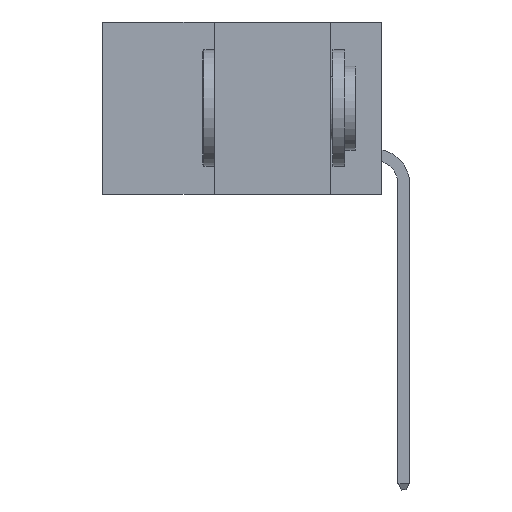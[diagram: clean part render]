
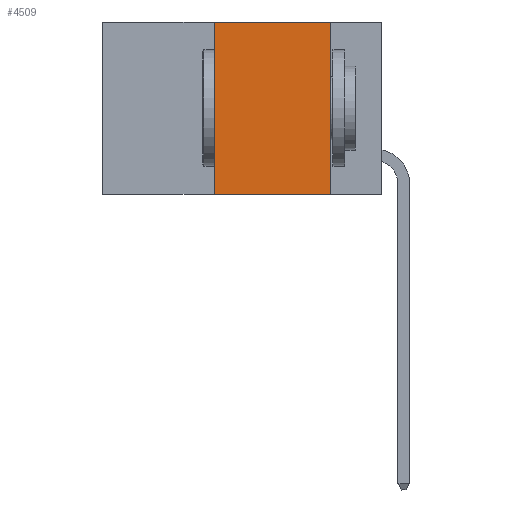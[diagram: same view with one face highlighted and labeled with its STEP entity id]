
A CAD part, left-side view. The second image highlights one B-rep face of the part: STEP entity #4509.
In plain terms, the highlighted planar face has unit normal (-1, 0, 0).
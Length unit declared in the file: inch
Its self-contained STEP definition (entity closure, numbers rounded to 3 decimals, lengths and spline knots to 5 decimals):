
#522 = CARTESIAN_POINT ( 'NONE',  ( 0., 0.36, 0. ) ) ;
#820 = ORIENTED_EDGE ( 'NONE', *, *, #2080, .F. ) ;
#827 = LINE ( 'NONE', #962, #4675 ) ;
#962 = CARTESIAN_POINT ( 'NONE',  ( 0., 0.36, 0. ) ) ;
#1037 = DIRECTION ( 'NONE',  ( 0., 0., 1. ) ) ;
#1089 = ORIENTED_EDGE ( 'NONE', *, *, #4970, .F. ) ;
#1202 = DIRECTION ( 'NONE',  ( 0., 0., -1. ) ) ;
#1250 = EDGE_LOOP ( 'NONE', ( #820, #2920, #1089, #5128 ) ) ;
#1912 = VECTOR ( 'NONE', #4741, 39.37008 ) ;
#2080 = EDGE_CURVE ( 'NONE', #7536, #9086, #9372, .T. ) ;
#2651 = CARTESIAN_POINT ( 'NONE',  ( 0., 0.11, 0. ) ) ;
#2920 = ORIENTED_EDGE ( 'NONE', *, *, #8181, .F. ) ;
#3398 = AXIS2_PLACEMENT_3D ( 'NONE', #6174, #7207, #7165 ) ;
#3446 = LINE ( 'NONE', #8983, #1912 ) ;
#3873 = CARTESIAN_POINT ( 'NONE',  ( 0., 0.6, -0.37 ) ) ;
#3994 = FACE_OUTER_BOUND ( 'NONE', #1250, .T. ) ;
#4312 = LINE ( 'NONE', #3873, #8141 ) ;
#4509 = ADVANCED_FACE ( 'NONE', ( #3994 ), #7289, .F. ) ;
#4675 = VECTOR ( 'NONE', #1037, 39.37008 ) ;
#4741 = DIRECTION ( 'NONE',  ( 0., -1., 0. ) ) ;
#4970 = EDGE_CURVE ( 'NONE', #5457, #8576, #827, .T. ) ;
#5107 = CARTESIAN_POINT ( 'NONE',  ( 0., 0.36, -0.37 ) ) ;
#5128 = ORIENTED_EDGE ( 'NONE', *, *, #5686, .T. ) ;
#5457 = VERTEX_POINT ( 'NONE', #5107 ) ;
#5686 = EDGE_CURVE ( 'NONE', #5457, #9086, #4312, .T. ) ;
#5699 = VECTOR ( 'NONE', #1202, 39.37008 ) ;
#6174 = CARTESIAN_POINT ( 'NONE',  ( 0., 0.6, 0. ) ) ;
#7165 = DIRECTION ( 'NONE',  ( 0., 0., -1. ) ) ;
#7207 = DIRECTION ( 'NONE',  ( 1., 0., 0. ) ) ;
#7289 = PLANE ( 'NONE',  #3398 ) ;
#7416 = CARTESIAN_POINT ( 'NONE',  ( 0., 0.11, -0.37 ) ) ;
#7536 = VERTEX_POINT ( 'NONE', #2651 ) ;
#7630 = CARTESIAN_POINT ( 'NONE',  ( 0., 0.11, 0. ) ) ;
#8141 = VECTOR ( 'NONE', #8878, 39.37008 ) ;
#8181 = EDGE_CURVE ( 'NONE', #8576, #7536, #3446, .T. ) ;
#8576 = VERTEX_POINT ( 'NONE', #522 ) ;
#8878 = DIRECTION ( 'NONE',  ( 0., -1., 0. ) ) ;
#8983 = CARTESIAN_POINT ( 'NONE',  ( 0., 0.6, 0. ) ) ;
#9086 = VERTEX_POINT ( 'NONE', #7416 ) ;
#9372 = LINE ( 'NONE', #7630, #5699 ) ;
